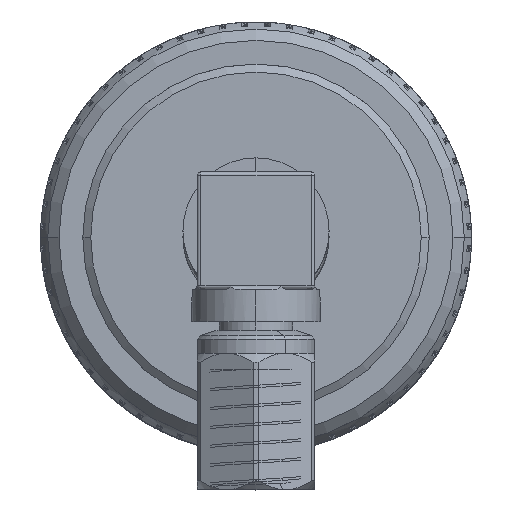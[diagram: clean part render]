
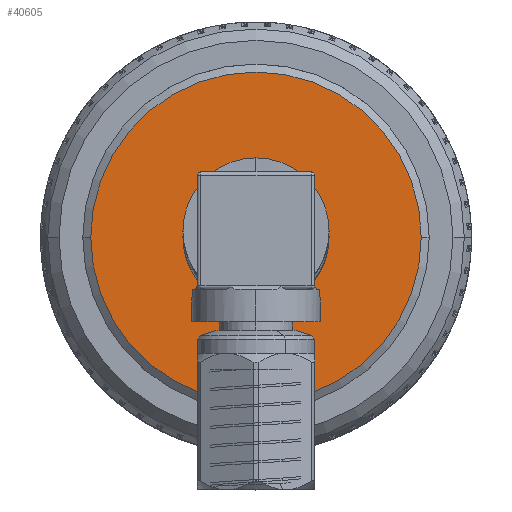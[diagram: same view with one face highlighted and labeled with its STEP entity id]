
A CAD part, top view. The second image highlights one B-rep face of the part: STEP entity #40605.
In plain terms, the highlighted face is planar.
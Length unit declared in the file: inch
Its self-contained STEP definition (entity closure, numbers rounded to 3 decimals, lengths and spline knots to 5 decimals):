
#2434 = EDGE_CURVE ( 'NONE', #46272, #35924, #52067, .T. ) ;
#2828 = FACE_BOUND ( 'NONE', #100824, .T. ) ;
#19003 = EDGE_LOOP ( 'NONE', ( #35326, #87257 ) ) ;
#20232 = AXIS2_PLACEMENT_3D ( 'NONE', #66091, #75658, #28533 ) ;
#20234 = CIRCLE ( 'NONE', #102258, 0.21898 ) ;
#20663 = EDGE_CURVE ( 'NONE', #87920, #90564, #20234, .T. ) ;
#24093 = DIRECTION ( 'NONE',  ( 0., 0., -1. ) ) ;
#26767 = CARTESIAN_POINT ( 'NONE',  ( 0.63315, 0., 0. ) ) ;
#28533 = DIRECTION ( 'NONE',  ( 0., 0., 1. ) ) ;
#35326 = ORIENTED_EDGE ( 'NONE', *, *, #78197, .T. ) ;
#35718 = PLANE ( 'NONE',  #20232 ) ;
#35924 = VERTEX_POINT ( 'NONE', #51348 ) ;
#37435 = DIRECTION ( 'NONE',  ( 0., 0., -1. ) ) ;
#40605 = ADVANCED_FACE ( 'NONE', ( #2828, #110368 ), #35718, .F. ) ;
#42563 = AXIS2_PLACEMENT_3D ( 'NONE', #26767, #91850, #99630 ) ;
#45413 = AXIS2_PLACEMENT_3D ( 'NONE', #109154, #74433, #37435 ) ;
#46272 = VERTEX_POINT ( 'NONE', #76642 ) ;
#47523 = CIRCLE ( 'NONE', #97149, 0.073 ) ;
#51348 = CARTESIAN_POINT ( 'NONE',  ( 0.63315, 0.073, 0. ) ) ;
#52067 = CIRCLE ( 'NONE', #42563, 0.073 ) ;
#53351 = CARTESIAN_POINT ( 'NONE',  ( 0.63315, 0., 0.21898 ) ) ;
#63591 = DIRECTION ( 'NONE',  ( 1., 0., 0. ) ) ;
#66091 = CARTESIAN_POINT ( 'NONE',  ( 0.63315, 0.21898, 0. ) ) ;
#74433 = DIRECTION ( 'NONE',  ( 1., 0., 0. ) ) ;
#75658 = DIRECTION ( 'NONE',  ( -1., 0., 0. ) ) ;
#76642 = CARTESIAN_POINT ( 'NONE',  ( 0.63315, -0.073, 0. ) ) ;
#78197 = EDGE_CURVE ( 'NONE', #90564, #87920, #85441, .T. ) ;
#85441 = CIRCLE ( 'NONE', #45413, 0.21898 ) ;
#87257 = ORIENTED_EDGE ( 'NONE', *, *, #20663, .T. ) ;
#87388 = DIRECTION ( 'NONE',  ( 1., 0., 0. ) ) ;
#87920 = VERTEX_POINT ( 'NONE', #100683 ) ;
#89337 = CARTESIAN_POINT ( 'NONE',  ( 0.63315, 0., 0. ) ) ;
#90564 = VERTEX_POINT ( 'NONE', #53351 ) ;
#91850 = DIRECTION ( 'NONE',  ( 1., 0., 0. ) ) ;
#92845 = CARTESIAN_POINT ( 'NONE',  ( 0.63315, 0., 0. ) ) ;
#97149 = AXIS2_PLACEMENT_3D ( 'NONE', #89337, #63591, #100644 ) ;
#99630 = DIRECTION ( 'NONE',  ( 0., 0., 1. ) ) ;
#100644 = DIRECTION ( 'NONE',  ( 0., 0., 1. ) ) ;
#100683 = CARTESIAN_POINT ( 'NONE',  ( 0.63315, 0., -0.21898 ) ) ;
#100824 = EDGE_LOOP ( 'NONE', ( #111453, #114196 ) ) ;
#102258 = AXIS2_PLACEMENT_3D ( 'NONE', #92845, #87388, #24093 ) ;
#109154 = CARTESIAN_POINT ( 'NONE',  ( 0.63315, 0., 0. ) ) ;
#109961 = EDGE_CURVE ( 'NONE', #35924, #46272, #47523, .T. ) ;
#110368 = FACE_OUTER_BOUND ( 'NONE', #19003, .T. ) ;
#111453 = ORIENTED_EDGE ( 'NONE', *, *, #2434, .F. ) ;
#114196 = ORIENTED_EDGE ( 'NONE', *, *, #109961, .F. ) ;
